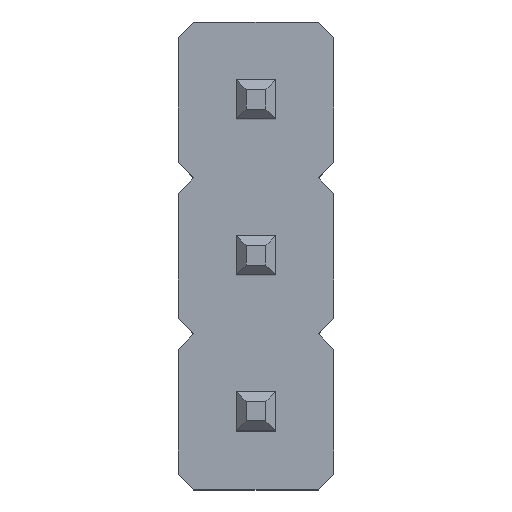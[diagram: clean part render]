
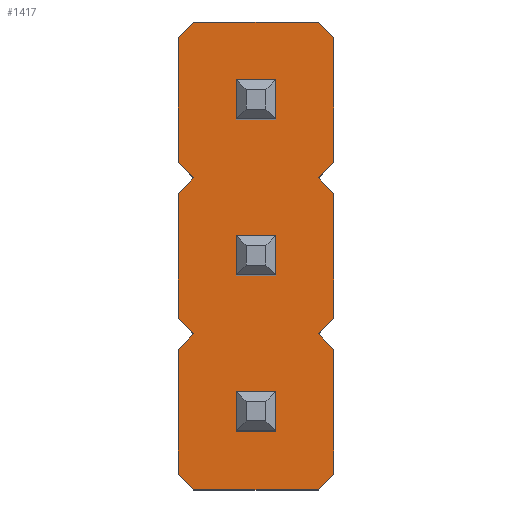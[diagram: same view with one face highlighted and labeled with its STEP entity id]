
A CAD part, top view. The second image highlights one B-rep face of the part: STEP entity #1417.
In plain terms, the highlighted planar face has unit normal (0, 0, 1).
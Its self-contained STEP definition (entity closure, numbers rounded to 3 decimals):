
#17=FACE_BOUND('',#174,.T.);
#18=FACE_BOUND('',#175,.T.);
#19=FACE_BOUND('',#176,.T.);
#94=FACE_OUTER_BOUND('',#173,.T.);
#173=EDGE_LOOP('',(#1154,#1155,#1156,#1157,#1158,#1159,#1160,#1161,#1162,
#1163,#1164,#1165,#1166,#1167,#1168,#1169,#1170,#1171,#1172,#1173));
#174=EDGE_LOOP('',(#1174,#1175,#1176,#1177));
#175=EDGE_LOOP('',(#1178,#1179,#1180,#1181));
#176=EDGE_LOOP('',(#1182,#1183,#1184,#1185));
#203=LINE('',#1898,#383);
#206=LINE('',#1903,#386);
#208=LINE('',#1907,#388);
#209=LINE('',#1909,#389);
#221=LINE('',#1934,#401);
#224=LINE('',#1940,#404);
#228=LINE('',#1949,#408);
#231=LINE('',#1955,#411);
#234=LINE('',#1961,#414);
#237=LINE('',#1967,#417);
#285=LINE('',#2065,#465);
#288=LINE('',#2070,#468);
#290=LINE('',#2074,#470);
#291=LINE('',#2076,#471);
#297=LINE('',#2088,#477);
#299=LINE('',#2092,#479);
#301=LINE('',#2096,#481);
#303=LINE('',#2100,#483);
#305=LINE('',#2104,#485);
#307=LINE('',#2108,#487);
#310=LINE('',#2114,#490);
#312=LINE('',#2118,#492);
#314=LINE('',#2122,#494);
#316=LINE('',#2126,#496);
#317=LINE('',#2128,#497);
#319=LINE('',#2132,#499);
#320=LINE('',#2134,#500);
#330=LINE('',#2156,#510);
#333=LINE('',#2162,#513);
#338=LINE('',#2171,#518);
#340=LINE('',#2174,#520);
#357=LINE('',#2210,#537);
#383=VECTOR('',#1558,1.);
#386=VECTOR('',#1563,1.);
#388=VECTOR('',#1567,1.);
#389=VECTOR('',#1570,1.);
#401=VECTOR('',#1592,1.);
#404=VECTOR('',#1597,1.);
#408=VECTOR('',#1603,1.);
#411=VECTOR('',#1608,1.);
#414=VECTOR('',#1613,1.);
#417=VECTOR('',#1618,1.);
#465=VECTOR('',#1690,1.);
#468=VECTOR('',#1695,1.);
#470=VECTOR('',#1699,1.);
#471=VECTOR('',#1702,1.);
#477=VECTOR('',#1718,1.);
#479=VECTOR('',#1722,1.);
#481=VECTOR('',#1726,1.);
#483=VECTOR('',#1730,1.);
#485=VECTOR('',#1734,1.);
#487=VECTOR('',#1738,1.);
#490=VECTOR('',#1743,1.);
#492=VECTOR('',#1747,1.);
#494=VECTOR('',#1751,1.);
#496=VECTOR('',#1755,1.);
#497=VECTOR('',#1758,1.);
#499=VECTOR('',#1762,1.);
#500=VECTOR('',#1765,1.);
#510=VECTOR('',#1785,1.);
#513=VECTOR('',#1790,1.);
#518=VECTOR('',#1797,1.);
#520=VECTOR('',#1801,1.);
#537=VECTOR('',#1840,10.);
#554=VERTEX_POINT('',#1895);
#555=VERTEX_POINT('',#1897);
#556=VERTEX_POINT('',#1901);
#557=VERTEX_POINT('',#1905);
#563=VERTEX_POINT('',#1928);
#565=VERTEX_POINT('',#1932);
#567=VERTEX_POINT('',#1938);
#569=VERTEX_POINT('',#1943);
#571=VERTEX_POINT('',#1947);
#573=VERTEX_POINT('',#1953);
#575=VERTEX_POINT('',#1958);
#577=VERTEX_POINT('',#1964);
#614=VERTEX_POINT('',#2062);
#615=VERTEX_POINT('',#2064);
#616=VERTEX_POINT('',#2068);
#617=VERTEX_POINT('',#2072);
#618=VERTEX_POINT('',#2086);
#619=VERTEX_POINT('',#2090);
#620=VERTEX_POINT('',#2094);
#621=VERTEX_POINT('',#2098);
#622=VERTEX_POINT('',#2102);
#623=VERTEX_POINT('',#2106);
#624=VERTEX_POINT('',#2110);
#625=VERTEX_POINT('',#2112);
#626=VERTEX_POINT('',#2116);
#627=VERTEX_POINT('',#2120);
#628=VERTEX_POINT('',#2124);
#629=VERTEX_POINT('',#2130);
#634=VERTEX_POINT('',#2152);
#636=VERTEX_POINT('',#2155);
#638=VERTEX_POINT('',#2161);
#640=VERTEX_POINT('',#2167);
#675=EDGE_CURVE('',#554,#555,#203,.T.);
#678=EDGE_CURVE('',#554,#556,#206,.T.);
#680=EDGE_CURVE('',#556,#557,#208,.T.);
#681=EDGE_CURVE('',#555,#557,#209,.T.);
#693=EDGE_CURVE('',#563,#565,#221,.T.);
#696=EDGE_CURVE('',#565,#567,#224,.T.);
#700=EDGE_CURVE('',#569,#571,#228,.T.);
#703=EDGE_CURVE('',#567,#573,#231,.T.);
#706=EDGE_CURVE('',#575,#569,#234,.T.);
#709=EDGE_CURVE('',#577,#575,#237,.T.);
#757=EDGE_CURVE('',#614,#615,#285,.T.);
#760=EDGE_CURVE('',#614,#616,#288,.T.);
#762=EDGE_CURVE('',#616,#617,#290,.T.);
#763=EDGE_CURVE('',#615,#617,#291,.T.);
#769=EDGE_CURVE('',#573,#618,#297,.T.);
#771=EDGE_CURVE('',#618,#619,#299,.T.);
#773=EDGE_CURVE('',#620,#577,#301,.T.);
#775=EDGE_CURVE('',#619,#621,#303,.T.);
#777=EDGE_CURVE('',#622,#620,#305,.T.);
#779=EDGE_CURVE('',#623,#622,#307,.T.);
#782=EDGE_CURVE('',#624,#625,#310,.T.);
#784=EDGE_CURVE('',#626,#624,#312,.T.);
#786=EDGE_CURVE('',#625,#627,#314,.T.);
#788=EDGE_CURVE('',#628,#626,#316,.T.);
#789=EDGE_CURVE('',#627,#623,#317,.T.);
#791=EDGE_CURVE('',#629,#628,#319,.T.);
#792=EDGE_CURVE('',#621,#629,#320,.T.);
#802=EDGE_CURVE('',#634,#636,#330,.T.);
#805=EDGE_CURVE('',#636,#638,#333,.T.);
#810=EDGE_CURVE('',#640,#638,#338,.T.);
#812=EDGE_CURVE('',#634,#640,#340,.T.);
#829=EDGE_CURVE('',#563,#571,#357,.T.);
#1154=ORIENTED_EDGE('',*,*,#829,.F.);
#1155=ORIENTED_EDGE('',*,*,#693,.T.);
#1156=ORIENTED_EDGE('',*,*,#696,.T.);
#1157=ORIENTED_EDGE('',*,*,#703,.T.);
#1158=ORIENTED_EDGE('',*,*,#769,.T.);
#1159=ORIENTED_EDGE('',*,*,#771,.T.);
#1160=ORIENTED_EDGE('',*,*,#775,.T.);
#1161=ORIENTED_EDGE('',*,*,#792,.T.);
#1162=ORIENTED_EDGE('',*,*,#791,.T.);
#1163=ORIENTED_EDGE('',*,*,#788,.T.);
#1164=ORIENTED_EDGE('',*,*,#784,.T.);
#1165=ORIENTED_EDGE('',*,*,#782,.T.);
#1166=ORIENTED_EDGE('',*,*,#786,.T.);
#1167=ORIENTED_EDGE('',*,*,#789,.T.);
#1168=ORIENTED_EDGE('',*,*,#779,.T.);
#1169=ORIENTED_EDGE('',*,*,#777,.T.);
#1170=ORIENTED_EDGE('',*,*,#773,.T.);
#1171=ORIENTED_EDGE('',*,*,#709,.T.);
#1172=ORIENTED_EDGE('',*,*,#706,.T.);
#1173=ORIENTED_EDGE('',*,*,#700,.T.);
#1174=ORIENTED_EDGE('',*,*,#681,.F.);
#1175=ORIENTED_EDGE('',*,*,#675,.F.);
#1176=ORIENTED_EDGE('',*,*,#678,.T.);
#1177=ORIENTED_EDGE('',*,*,#680,.T.);
#1178=ORIENTED_EDGE('',*,*,#763,.F.);
#1179=ORIENTED_EDGE('',*,*,#757,.F.);
#1180=ORIENTED_EDGE('',*,*,#760,.T.);
#1181=ORIENTED_EDGE('',*,*,#762,.T.);
#1182=ORIENTED_EDGE('',*,*,#802,.F.);
#1183=ORIENTED_EDGE('',*,*,#812,.T.);
#1184=ORIENTED_EDGE('',*,*,#810,.T.);
#1185=ORIENTED_EDGE('',*,*,#805,.F.);
#1264=PLANE('',#1507);
#1417=ADVANCED_FACE('',(#94,#17,#18,#19),#1264,.T.);
#1507=AXIS2_PLACEMENT_3D('',#2209,#1838,#1839);
#1558=DIRECTION('',(0.,1.,0.));
#1563=DIRECTION('',(-1.,0.,0.));
#1567=DIRECTION('',(0.,1.,0.));
#1570=DIRECTION('',(-1.,0.,0.));
#1592=DIRECTION('',(0.707,0.707,0.));
#1597=DIRECTION('',(0.,1.,0.));
#1603=DIRECTION('',(0.707,-0.707,0.));
#1608=DIRECTION('',(-0.707,0.707,0.));
#1613=DIRECTION('',(0.,-1.,0.));
#1618=DIRECTION('',(-0.707,-0.707,0.));
#1690=DIRECTION('',(0.,1.,0.));
#1695=DIRECTION('',(-1.,0.,0.));
#1699=DIRECTION('',(0.,1.,0.));
#1702=DIRECTION('',(-1.,0.,0.));
#1718=DIRECTION('',(0.707,0.707,0.));
#1722=DIRECTION('',(0.,1.,0.));
#1726=DIRECTION('',(0.707,-0.707,0.));
#1730=DIRECTION('',(-0.707,0.707,0.));
#1734=DIRECTION('',(0.,-1.,0.));
#1738=DIRECTION('',(-0.707,-0.707,0.));
#1743=DIRECTION('',(-0.707,-0.707,0.));
#1747=DIRECTION('',(-1.,0.,0.));
#1751=DIRECTION('',(0.,-1.,0.));
#1755=DIRECTION('',(-0.707,0.707,0.));
#1758=DIRECTION('',(0.707,-0.707,0.));
#1762=DIRECTION('',(0.,1.,0.));
#1765=DIRECTION('',(0.707,0.707,0.));
#1785=DIRECTION('',(0.,1.,0.));
#1790=DIRECTION('',(-1.,0.,0.));
#1797=DIRECTION('',(0.,1.,0.));
#1801=DIRECTION('',(-1.,0.,0.));
#1838=DIRECTION('center_axis',(0.,0.,1.));
#1839=DIRECTION('ref_axis',(1.,0.,0.));
#1840=DIRECTION('',(-1.,0.,0.));
#1895=CARTESIAN_POINT('',(0.32,-5.4,2.54));
#1897=CARTESIAN_POINT('',(0.32,-4.76,2.54));
#1898=CARTESIAN_POINT('',(0.32,-4.605,2.54));
#1901=CARTESIAN_POINT('',(-0.32,-5.4,2.54));
#1903=CARTESIAN_POINT('',(-0.16,-5.4,2.54));
#1905=CARTESIAN_POINT('',(-0.32,-4.76,2.54));
#1907=CARTESIAN_POINT('',(-0.32,-4.605,2.54));
#1909=CARTESIAN_POINT('',(-0.16,-4.76,2.54));
#1928=CARTESIAN_POINT('',(1.016,-6.35,2.54));
#1932=CARTESIAN_POINT('',(1.27,-6.096,2.54));
#1934=CARTESIAN_POINT('',(1.016,-6.35,2.54));
#1938=CARTESIAN_POINT('',(1.27,-4.064,2.54));
#1940=CARTESIAN_POINT('',(1.27,-6.096,2.54));
#1943=CARTESIAN_POINT('',(-1.27,-6.096,2.54));
#1947=CARTESIAN_POINT('',(-1.016,-6.35,2.54));
#1949=CARTESIAN_POINT('',(-1.27,-6.096,2.54));
#1953=CARTESIAN_POINT('',(1.016,-3.81,2.54));
#1955=CARTESIAN_POINT('',(1.27,-4.064,2.54));
#1958=CARTESIAN_POINT('',(-1.27,-4.064,2.54));
#1961=CARTESIAN_POINT('',(-1.27,-4.064,2.54));
#1964=CARTESIAN_POINT('',(-1.016,-3.81,2.54));
#1967=CARTESIAN_POINT('',(-1.016,-3.81,2.54));
#2062=CARTESIAN_POINT('',(0.32,-2.86,2.54));
#2064=CARTESIAN_POINT('',(0.32,-2.22,2.54));
#2065=CARTESIAN_POINT('',(0.32,-3.335,2.54));
#2068=CARTESIAN_POINT('',(-0.32,-2.86,2.54));
#2070=CARTESIAN_POINT('',(-0.16,-2.86,2.54));
#2072=CARTESIAN_POINT('',(-0.32,-2.22,2.54));
#2074=CARTESIAN_POINT('',(-0.32,-3.335,2.54));
#2076=CARTESIAN_POINT('',(-0.16,-2.22,2.54));
#2086=CARTESIAN_POINT('',(1.27,-3.556,2.54));
#2088=CARTESIAN_POINT('',(1.016,-3.81,2.54));
#2090=CARTESIAN_POINT('',(1.27,-1.524,2.54));
#2092=CARTESIAN_POINT('',(1.27,-3.556,2.54));
#2094=CARTESIAN_POINT('',(-1.27,-3.556,2.54));
#2096=CARTESIAN_POINT('',(-1.27,-3.556,2.54));
#2098=CARTESIAN_POINT('',(1.016,-1.27,2.54));
#2100=CARTESIAN_POINT('',(1.27,-1.524,2.54));
#2102=CARTESIAN_POINT('',(-1.27,-1.524,2.54));
#2104=CARTESIAN_POINT('',(-1.27,-1.524,2.54));
#2106=CARTESIAN_POINT('',(-1.016,-1.27,2.54));
#2108=CARTESIAN_POINT('',(-1.016,-1.27,2.54));
#2110=CARTESIAN_POINT('',(-1.016,1.27,2.54));
#2112=CARTESIAN_POINT('',(-1.27,1.016,2.54));
#2114=CARTESIAN_POINT('',(-1.016,1.27,2.54));
#2116=CARTESIAN_POINT('',(1.016,1.27,2.54));
#2118=CARTESIAN_POINT('',(1.016,1.27,2.54));
#2120=CARTESIAN_POINT('',(-1.27,-1.016,2.54));
#2122=CARTESIAN_POINT('',(-1.27,1.016,2.54));
#2124=CARTESIAN_POINT('',(1.27,1.016,2.54));
#2126=CARTESIAN_POINT('',(1.27,1.016,2.54));
#2128=CARTESIAN_POINT('',(-1.27,-1.016,2.54));
#2130=CARTESIAN_POINT('',(1.27,-1.016,2.54));
#2132=CARTESIAN_POINT('',(1.27,-1.016,2.54));
#2134=CARTESIAN_POINT('',(1.016,-1.27,2.54));
#2152=CARTESIAN_POINT('',(0.32,-0.32,2.54));
#2155=CARTESIAN_POINT('',(0.32,0.32,2.54));
#2156=CARTESIAN_POINT('',(0.32,-2.065,2.54));
#2161=CARTESIAN_POINT('',(-0.32,0.32,2.54));
#2162=CARTESIAN_POINT('',(-0.16,0.32,2.54));
#2167=CARTESIAN_POINT('',(-0.32,-0.32,2.54));
#2171=CARTESIAN_POINT('',(-0.32,-2.065,2.54));
#2174=CARTESIAN_POINT('',(-0.16,-0.32,2.54));
#2209=CARTESIAN_POINT('Origin',(0.,-3.81,2.54));
#2210=CARTESIAN_POINT('',(0.,-6.35,2.54));
